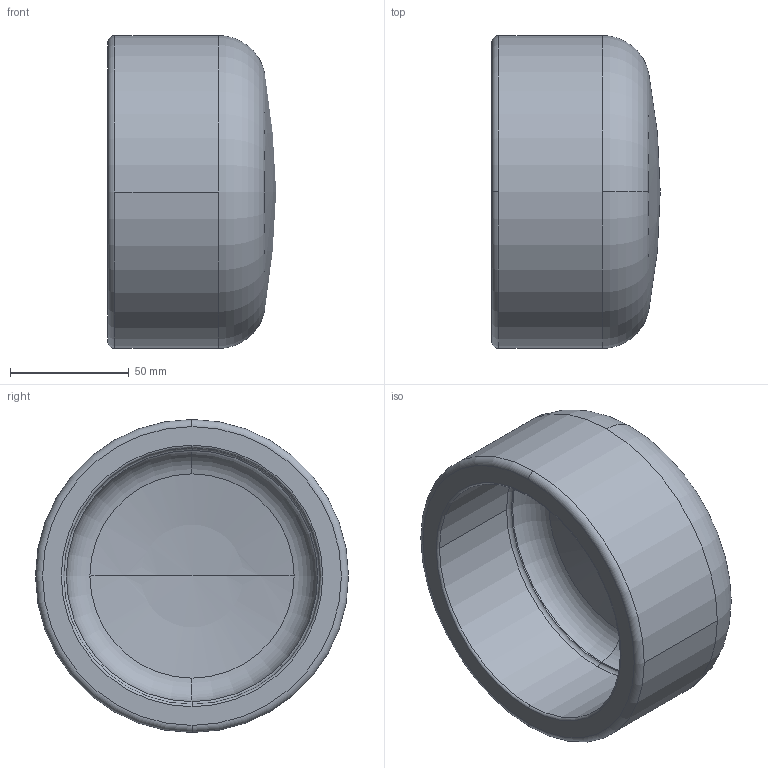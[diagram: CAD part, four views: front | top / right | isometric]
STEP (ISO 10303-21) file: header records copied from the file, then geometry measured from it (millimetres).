
FILE_DESCRIPTION(('STEP AP214'),'1');
FILE_NAME('cim110.stp','2018-02-12T14:05:35',('TraceParts'),('TraceParts S.A.'),'Spatial InterOp 3D',' ',' ');
FILE_SCHEMA(('automotive_design'));
Length unit declared in the file: millimetre
Products named in the file (1): cim110
Bounding box: 71 x 132 x 132 mm (x, y, z)
Volume: 387386 mm3; surface area: 67421.5 mm2
Topology: 1 solids, 1 shells, 20 faces, 57 edges, 38 vertices
Faces by surface type: torus 10, cylinder 6, sphere 3, plane 1
Entity records: 864 total; most frequent: DIRECTION 146, CARTESIAN_POINT 114, ORIENTED_EDGE 110, AXIS2_PLACEMENT_3D 70, EDGE_CURVE 55, CIRCLE 49, VERTEX_POINT 38, STYLED_ITEM 21
